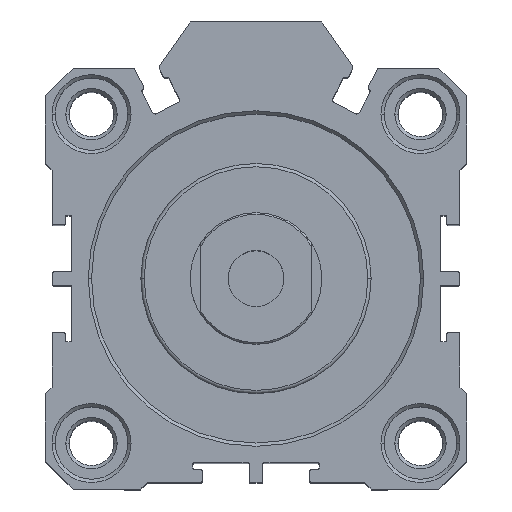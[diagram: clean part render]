
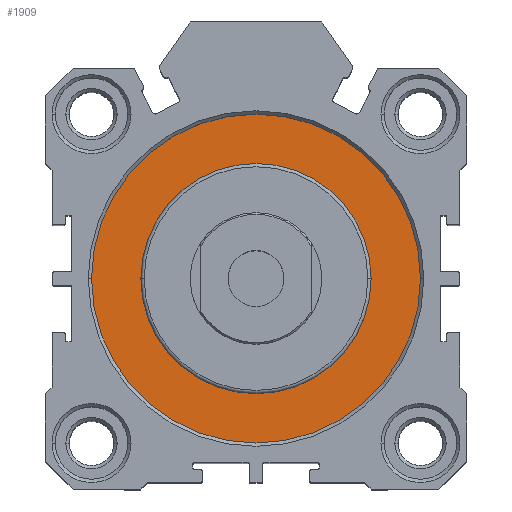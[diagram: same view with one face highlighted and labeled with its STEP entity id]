
A CAD part, top view. The second image highlights one B-rep face of the part: STEP entity #1909.
In plain terms, the highlighted planar face has unit normal (0, 0, 1).
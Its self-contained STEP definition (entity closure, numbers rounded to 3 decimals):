
#60 = DIRECTION ( 'NONE',  ( 0., 0., 1. ) ) ;
#381 = CARTESIAN_POINT ( 'NONE',  ( 25., 0., 36.25 ) ) ;
#390 = DIRECTION ( 'NONE',  ( 0., 0., 1. ) ) ;
#393 = VERTEX_POINT ( 'NONE', #381 ) ;
#451 = CIRCLE ( 'NONE', #2355, 17.5 ) ;
#823 = CARTESIAN_POINT ( 'NONE',  ( -17.5, 0., 36.25 ) ) ;
#1106 = CIRCLE ( 'NONE', #1151, 25. ) ;
#1151 = AXIS2_PLACEMENT_3D ( 'NONE', #3239, #7576, #3872 ) ;
#1204 = EDGE_CURVE ( 'NONE', #6541, #393, #2636, .T. ) ;
#1257 = CARTESIAN_POINT ( 'NONE',  ( 0., 0., 36.25 ) ) ;
#1881 = DIRECTION ( 'NONE',  ( 1., 0., 0. ) ) ;
#1909 = ADVANCED_FACE ( 'NONE', ( #3222, #7964 ), #4093, .T. ) ;
#2355 = AXIS2_PLACEMENT_3D ( 'NONE', #2958, #7302, #3579 ) ;
#2393 = CARTESIAN_POINT ( 'NONE',  ( 17.5, 0., 36.25 ) ) ;
#2636 = CIRCLE ( 'NONE', #4228, 25. ) ;
#2644 = EDGE_CURVE ( 'NONE', #393, #6541, #1106, .T. ) ;
#2958 = CARTESIAN_POINT ( 'NONE',  ( 0., 0., 36.25 ) ) ;
#2979 = ORIENTED_EDGE ( 'NONE', *, *, #2644, .T. ) ;
#3018 = ORIENTED_EDGE ( 'NONE', *, *, #1204, .T. ) ;
#3222 = FACE_BOUND ( 'NONE', #6392, .T. ) ;
#3239 = CARTESIAN_POINT ( 'NONE',  ( 0., 0., 36.25 ) ) ;
#3257 = AXIS2_PLACEMENT_3D ( 'NONE', #6572, #390, #4716 ) ;
#3305 = EDGE_CURVE ( 'NONE', #7399, #5207, #6321, .T. ) ;
#3579 = DIRECTION ( 'NONE',  ( 1., 0., 0. ) ) ;
#3771 = CARTESIAN_POINT ( 'NONE',  ( 0., 0., 36.25 ) ) ;
#3872 = DIRECTION ( 'NONE',  ( 1., 0., 0. ) ) ;
#4093 = PLANE ( 'NONE',  #3257 ) ;
#4228 = AXIS2_PLACEMENT_3D ( 'NONE', #1257, #5576, #1881 ) ;
#4269 = CARTESIAN_POINT ( 'NONE',  ( -25., 0., 36.25 ) ) ;
#4401 = DIRECTION ( 'NONE',  ( 1., 0., 0. ) ) ;
#4716 = DIRECTION ( 'NONE',  ( 1., 0., 0. ) ) ;
#4975 = ORIENTED_EDGE ( 'NONE', *, *, #5492, .F. ) ;
#5207 = VERTEX_POINT ( 'NONE', #823 ) ;
#5417 = ORIENTED_EDGE ( 'NONE', *, *, #3305, .F. ) ;
#5492 = EDGE_CURVE ( 'NONE', #5207, #7399, #451, .T. ) ;
#5576 = DIRECTION ( 'NONE',  ( 0., 0., 1. ) ) ;
#6247 = AXIS2_PLACEMENT_3D ( 'NONE', #3771, #60, #4401 ) ;
#6321 = CIRCLE ( 'NONE', #6247, 17.5 ) ;
#6392 = EDGE_LOOP ( 'NONE', ( #4975, #5417 ) ) ;
#6423 = EDGE_LOOP ( 'NONE', ( #2979, #3018 ) ) ;
#6541 = VERTEX_POINT ( 'NONE', #4269 ) ;
#6572 = CARTESIAN_POINT ( 'NONE',  ( 0., 0., 36.25 ) ) ;
#7302 = DIRECTION ( 'NONE',  ( 0., 0., 1. ) ) ;
#7399 = VERTEX_POINT ( 'NONE', #2393 ) ;
#7576 = DIRECTION ( 'NONE',  ( 0., 0., 1. ) ) ;
#7964 = FACE_OUTER_BOUND ( 'NONE', #6423, .T. ) ;
